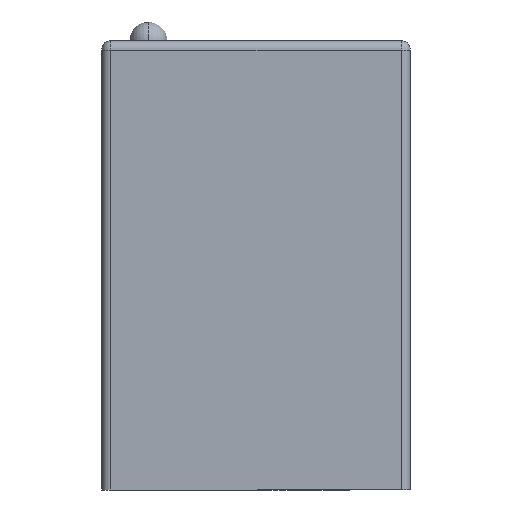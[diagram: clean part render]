
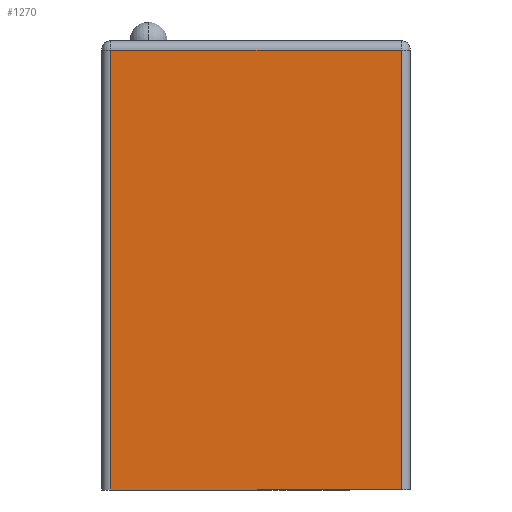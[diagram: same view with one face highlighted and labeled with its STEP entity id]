
A CAD part, left-side view. The second image highlights one B-rep face of the part: STEP entity #1270.
In plain terms, the highlighted planar face has unit normal (-1, 0, 0).
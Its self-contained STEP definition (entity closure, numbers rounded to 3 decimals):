
#7 = LINE ( 'NONE', #607, #1404 ) ;
#59 = ORIENTED_EDGE ( 'NONE', *, *, #1402, .T. ) ;
#104 = AXIS2_PLACEMENT_3D ( 'NONE', #1646, #1106, #832 ) ;
#162 = VERTEX_POINT ( 'NONE', #384 ) ;
#169 = VECTOR ( 'NONE', #762, 1000. ) ;
#236 = VECTOR ( 'NONE', #1048, 1000. ) ;
#256 = LINE ( 'NONE', #1007, #236 ) ;
#336 = VERTEX_POINT ( 'NONE', #364 ) ;
#337 = CARTESIAN_POINT ( 'NONE',  ( -16.5, 0., 5.5 ) ) ;
#364 = CARTESIAN_POINT ( 'NONE',  ( -16.5, 7.75, 5.5 ) ) ;
#368 = DIRECTION ( 'NONE',  ( 0., -1., 0. ) ) ;
#384 = CARTESIAN_POINT ( 'NONE',  ( -16.5, -7.75, 5.5 ) ) ;
#432 = ORIENTED_EDGE ( 'NONE', *, *, #775, .T. ) ;
#492 = CARTESIAN_POINT ( 'NONE',  ( -16.5, 8.25, -18. ) ) ;
#607 = CARTESIAN_POINT ( 'NONE',  ( -16.5, 7.75, 0. ) ) ;
#754 = DIRECTION ( 'NONE',  ( 0., 0., -1. ) ) ;
#758 = CARTESIAN_POINT ( 'NONE',  ( -16.5, -7.75, -18. ) ) ;
#762 = DIRECTION ( 'NONE',  ( 0., 1., 0. ) ) ;
#775 = EDGE_CURVE ( 'NONE', #162, #336, #1730, .T. ) ;
#818 = FACE_OUTER_BOUND ( 'NONE', #1468, .T. ) ;
#832 = DIRECTION ( 'NONE',  ( 0., 0., -1. ) ) ;
#1007 = CARTESIAN_POINT ( 'NONE',  ( -16.5, -7.75, 0. ) ) ;
#1048 = DIRECTION ( 'NONE',  ( 0., 0., 1. ) ) ;
#1081 = ORIENTED_EDGE ( 'NONE', *, *, #1586, .T. ) ;
#1106 = DIRECTION ( 'NONE',  ( 1., 0., 0. ) ) ;
#1182 = VECTOR ( 'NONE', #368, 1000. ) ;
#1212 = ORIENTED_EDGE ( 'NONE', *, *, #1484, .T. ) ;
#1270 = ADVANCED_FACE ( 'NONE', ( #818 ), #1394, .F. ) ;
#1394 = PLANE ( 'NONE',  #104 ) ;
#1400 = VERTEX_POINT ( 'NONE', #1705 ) ;
#1402 = EDGE_CURVE ( 'NONE', #1700, #162, #256, .T. ) ;
#1404 = VECTOR ( 'NONE', #754, 1000. ) ;
#1468 = EDGE_LOOP ( 'NONE', ( #432, #1081, #1212, #59 ) ) ;
#1484 = EDGE_CURVE ( 'NONE', #1400, #1700, #1554, .T. ) ;
#1554 = LINE ( 'NONE', #492, #1182 ) ;
#1586 = EDGE_CURVE ( 'NONE', #336, #1400, #7, .T. ) ;
#1646 = CARTESIAN_POINT ( 'NONE',  ( -16.5, 0., 0. ) ) ;
#1700 = VERTEX_POINT ( 'NONE', #758 ) ;
#1705 = CARTESIAN_POINT ( 'NONE',  ( -16.5, 7.75, -18. ) ) ;
#1730 = LINE ( 'NONE', #337, #169 ) ;
